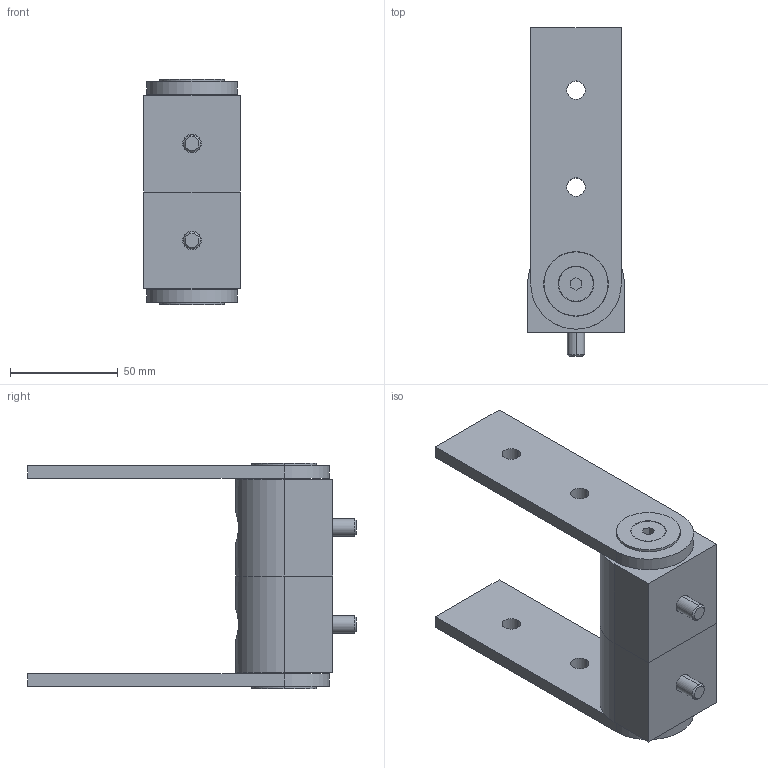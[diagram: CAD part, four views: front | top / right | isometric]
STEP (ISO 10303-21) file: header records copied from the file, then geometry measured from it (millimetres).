
FILE_DESCRIPTION (( 'STEP AP214' ), '1' );
FILE_NAME ('61214761', '2019-02-04T08:22:46', ( '' ), ('JUGARD+KÜNSTNER GmbH'), 'SwSTEP 2.0', 'SolidWorks 2017', '' );
FILE_SCHEMA (( 'AUTOMOTIVE_DESIGN' ));
Length unit declared in the file: millimetre
Products named in the file (8): Kopie von Gelenk_6^61214761; Kopie von Lasche 45_6^Kopie von Laschen_3_61214761; Kopie von Lasche 45_5^Kopie von Laschen_3_61214761; Kopie von Laschen_3^61214761; 61214761_CNAJF00; Kopie von DIN 912 M8x25_3^61214761; Kopie von Gelenk_7^61214761; Kopie von DIN 912 M8x25_2^61214761
Assembly tree (7 placements, depth 3):
  61214761_CNAJF00
    Kopie von Gelenk_6^61214761
    Kopie von Gelenk_7^61214761
    Kopie von Laschen_3^61214761
      Kopie von Lasche 45_5^Kopie von Laschen_3_61214761
      Kopie von Lasche 45_6^Kopie von Laschen_3_61214761
    Kopie von DIN 912 M8x25_2^61214761
    Kopie von DIN 912 M8x25_3^61214761
Bounding box: 45 x 152.5 x 104.9 mm (x, y, z)
Volume: 221542.4 mm3; surface area: 58035.1 mm2
Topology: 6 solids, 6 shells, 130 faces, 304 edges, 200 vertices
Faces by surface type: plane 66, cylinder 56, bspline 4, cone 4
Entity records: 4768 total; most frequent: CARTESIAN_POINT 1155, DIRECTION 662, ORIENTED_EDGE 608, EDGE_CURVE 304, AXIS2_PLACEMENT_3D 245, VERTEX_POINT 200, LINE 172, VECTOR 172
